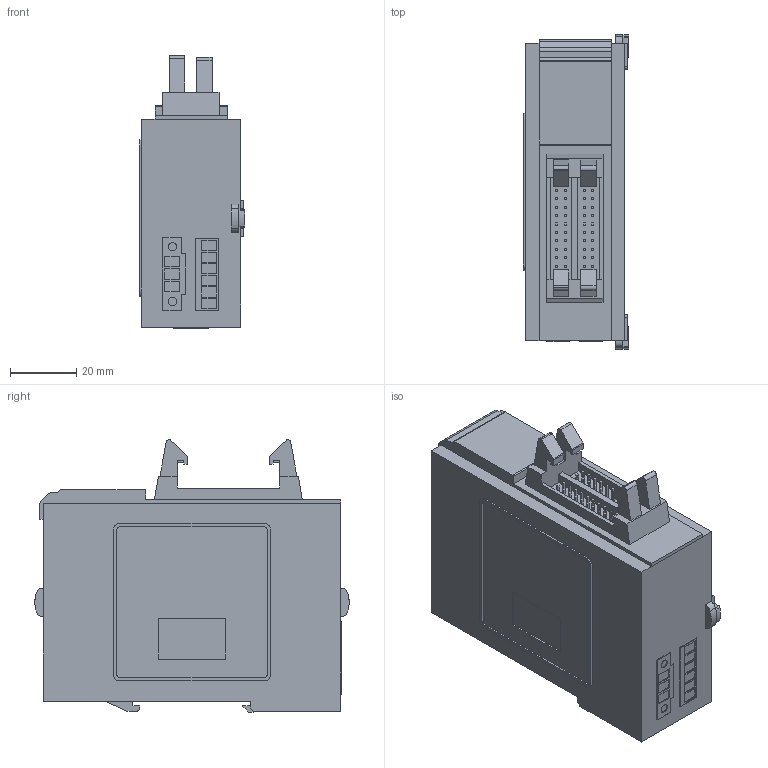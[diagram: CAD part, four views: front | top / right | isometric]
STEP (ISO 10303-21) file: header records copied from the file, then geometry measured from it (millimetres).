
FILE_DESCRIPTION (( 'STEP AP214' ), '1' );
FILE_NAME ('PLC-S-CPU-1616-SD_ÏËÊ S. CPU1616-SD ñåðèè ONI.STEP', '2019-03-01T07:05:01', ( '' ), ( '' ), 'SwSTEP 2.0', 'SolidWorks 2014', '' );
FILE_SCHEMA (( 'AUTOMOTIVE_DESIGN' ));
Length unit declared in the file: millimetre
Products named in the file (2): PLC-S-CPU-1616-SD_ÏËÊ S. CPU1616-SD ñåðèè ONI
Bounding box: 31.7 x 94.9 x 82.25 mm (x, y, z)
Volume: 170653.1 mm3; surface area: 23958.2 mm2
Topology: 1 solids, 1 shells, 592 faces, 1503 edges, 1000 vertices
Faces by surface type: plane 529, cylinder 63
Entity records: 24130 total; most frequent: CARTESIAN_POINT 3097, ORIENTED_EDGE 3006, DIRECTION 2821, EDGE_CURVE 1503, VECTOR 1373, LINE 1373, VERTEX_POINT 1000, AXIS2_PLACEMENT_3D 724
